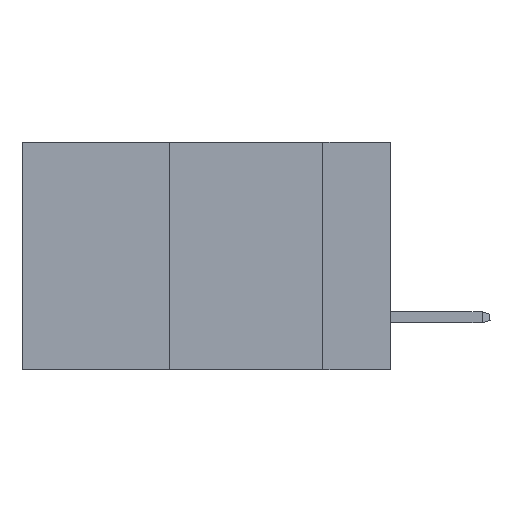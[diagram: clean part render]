
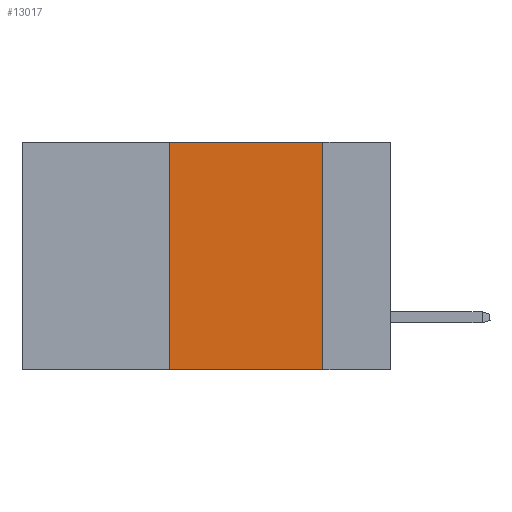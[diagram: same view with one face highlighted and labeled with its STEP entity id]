
A CAD part, left-side view. The second image highlights one B-rep face of the part: STEP entity #13017.
In plain terms, the highlighted planar face has unit normal (-1, 0, 0).
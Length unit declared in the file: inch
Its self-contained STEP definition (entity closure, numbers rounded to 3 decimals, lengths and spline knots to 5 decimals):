
#43 = FACE_OUTER_BOUND ( 'NONE', #12279, .T. ) ;
#260 = CARTESIAN_POINT ( 'NONE',  ( 0., 0.11, -0.37 ) ) ;
#407 = DIRECTION ( 'NONE',  ( 0., 0., -1. ) ) ;
#1307 = ORIENTED_EDGE ( 'NONE', *, *, #4389, .F. ) ;
#2242 = VERTEX_POINT ( 'NONE', #2749 ) ;
#2329 = VECTOR ( 'NONE', #4237, 39.37008 ) ;
#2433 = CARTESIAN_POINT ( 'NONE',  ( 0., 0.6, -0.37 ) ) ;
#2739 = LINE ( 'NONE', #8449, #12998 ) ;
#2749 = CARTESIAN_POINT ( 'NONE',  ( 0., 0.36, 0. ) ) ;
#3663 = VECTOR ( 'NONE', #12862, 39.37008 ) ;
#3702 = EDGE_CURVE ( 'NONE', #2242, #5555, #13065, .T. ) ;
#3789 = ORIENTED_EDGE ( 'NONE', *, *, #6220, .T. ) ;
#4069 = ORIENTED_EDGE ( 'NONE', *, *, #9998, .F. ) ;
#4237 = DIRECTION ( 'NONE',  ( 0., -1., 0. ) ) ;
#4373 = ORIENTED_EDGE ( 'NONE', *, *, #3702, .F. ) ;
#4389 = EDGE_CURVE ( 'NONE', #5555, #6240, #9345, .T. ) ;
#4937 = LINE ( 'NONE', #2433, #3663 ) ;
#5065 = CARTESIAN_POINT ( 'NONE',  ( 0., 0.11, 0. ) ) ;
#5502 = CARTESIAN_POINT ( 'NONE',  ( 0., 0.6, 0. ) ) ;
#5555 = VERTEX_POINT ( 'NONE', #5065 ) ;
#6220 = EDGE_CURVE ( 'NONE', #7765, #6240, #4937, .T. ) ;
#6240 = VERTEX_POINT ( 'NONE', #260 ) ;
#7765 = VERTEX_POINT ( 'NONE', #11098 ) ;
#8449 = CARTESIAN_POINT ( 'NONE',  ( 0., 0.36, 0. ) ) ;
#8616 = DIRECTION ( 'NONE',  ( 1., 0., 0. ) ) ;
#9345 = LINE ( 'NONE', #11780, #11702 ) ;
#9998 = EDGE_CURVE ( 'NONE', #7765, #2242, #2739, .T. ) ;
#10393 = CARTESIAN_POINT ( 'NONE',  ( 0., 0.6, 0. ) ) ;
#10803 = DIRECTION ( 'NONE',  ( 0., 0., -1. ) ) ;
#11098 = CARTESIAN_POINT ( 'NONE',  ( 0., 0.36, -0.37 ) ) ;
#11524 = DIRECTION ( 'NONE',  ( 0., 0., 1. ) ) ;
#11702 = VECTOR ( 'NONE', #10803, 39.37008 ) ;
#11771 = PLANE ( 'NONE',  #13123 ) ;
#11780 = CARTESIAN_POINT ( 'NONE',  ( 0., 0.11, 0. ) ) ;
#12279 = EDGE_LOOP ( 'NONE', ( #1307, #4373, #4069, #3789 ) ) ;
#12862 = DIRECTION ( 'NONE',  ( 0., -1., 0. ) ) ;
#12998 = VECTOR ( 'NONE', #11524, 39.37008 ) ;
#13017 = ADVANCED_FACE ( 'NONE', ( #43 ), #11771, .F. ) ;
#13065 = LINE ( 'NONE', #10393, #2329 ) ;
#13123 = AXIS2_PLACEMENT_3D ( 'NONE', #5502, #8616, #407 ) ;
